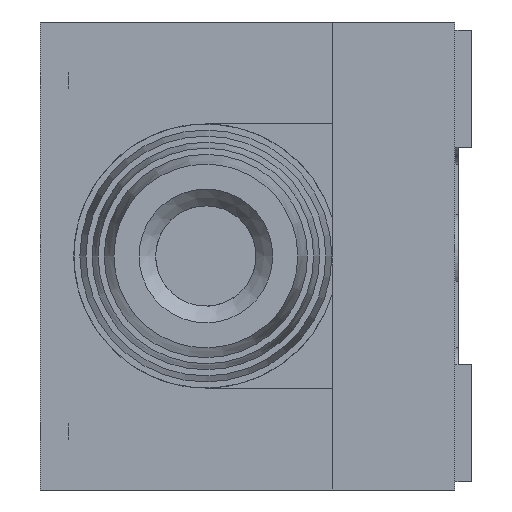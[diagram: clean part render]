
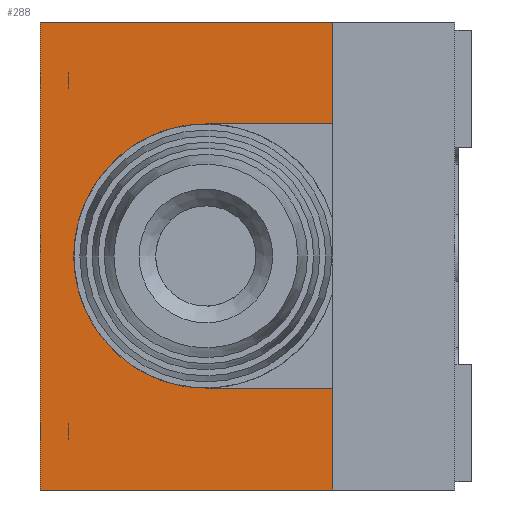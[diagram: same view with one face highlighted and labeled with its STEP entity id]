
A CAD part, left-side view. The second image highlights one B-rep face of the part: STEP entity #288.
In plain terms, the highlighted planar face has unit normal (-1, 0, 0).
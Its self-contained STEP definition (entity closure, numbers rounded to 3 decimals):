
#288=ADVANCED_FACE('',(#2191),#2193,.F.);
#2191=FACE_BOUND('',#2192,.T.);
#2192=EDGE_LOOP('',(#5159,#5160,#5161,#5162,#5163,#5164,#5165,#5166));
#2193=PLANE('',#2194);
#2194=AXIS2_PLACEMENT_3D('',#2195,#2196,#2197);
#2195=CARTESIAN_POINT('',(-22.95,25.8,14.));
#2196=DIRECTION('',(1.,0.,0.));
#2197=DIRECTION('',(0.,0.,-1.));
#5159=ORIENTED_EDGE('',*,*,#6872,.F.);
#5160=ORIENTED_EDGE('',*,*,#6873,.F.);
#5161=ORIENTED_EDGE('',*,*,#6860,.T.);
#5162=ORIENTED_EDGE('',*,*,#6874,.T.);
#5163=ORIENTED_EDGE('',*,*,#6875,.F.);
#5164=ORIENTED_EDGE('',*,*,#6876,.T.);
#5165=ORIENTED_EDGE('',*,*,#6877,.T.);
#5166=ORIENTED_EDGE('',*,*,#6878,.F.);
#6860=EDGE_CURVE('',#8609,#8615,#8617,.T.);
#6872=EDGE_CURVE('',#8640,#8641,#8642,.T.);
#6873=EDGE_CURVE('',#8609,#8640,#8643,.T.);
#6874=EDGE_CURVE('',#8615,#8644,#8645,.T.);
#6875=EDGE_CURVE('',#8646,#8644,#8647,.T.);
#6876=EDGE_CURVE('',#8646,#8648,#8649,.T.);
#6877=EDGE_CURVE('',#8648,#8650,#8651,.T.);
#6878=EDGE_CURVE('',#8641,#8650,#8652,.T.);
#8609=VERTEX_POINT('',#12491);
#8615=VERTEX_POINT('',#12503);
#8617=LINE('',#12507,#12508);
#8640=VERTEX_POINT('',#12561);
#8641=VERTEX_POINT('',#12562);
#8642=LINE('',#12563,#12564);
#8643=LINE('',#12566,#12567);
#8644=VERTEX_POINT('',#12569);
#8645=LINE('',#12570,#12571);
#8646=VERTEX_POINT('',#12573);
#8647=LINE('',#12574,#12575);
#8648=VERTEX_POINT('',#12577);
#8649=LINE('',#12578,#12579);
#8650=VERTEX_POINT('',#12581);
#8651=CIRCLE('',#12582,7.9);
#8652=LINE('',#12586,#12587);
#12491=CARTESIAN_POINT('',(-22.95,25.8,14.));
#12503=CARTESIAN_POINT('',(-22.95,25.8,-14.));
#12507=CARTESIAN_POINT('',(-22.95,25.8,14.));
#12508=VECTOR('',#12509,1.);
#12509=DIRECTION('',(0.,0.,-1.));
#12561=CARTESIAN_POINT('',(-22.95,8.3,14.));
#12562=CARTESIAN_POINT('',(-22.95,8.3,7.9));
#12563=CARTESIAN_POINT('',(-22.95,8.3,14.));
#12564=VECTOR('',#12565,1.);
#12565=DIRECTION('',(0.,0.,-1.));
#12566=CARTESIAN_POINT('',(-22.95,25.8,14.));
#12567=VECTOR('',#12568,1.);
#12568=DIRECTION('',(0.,-1.,0.));
#12569=CARTESIAN_POINT('',(-22.95,8.3,-14.));
#12570=CARTESIAN_POINT('',(-22.95,25.8,-14.));
#12571=VECTOR('',#12572,1.);
#12572=DIRECTION('',(0.,-1.,0.));
#12573=CARTESIAN_POINT('',(-22.95,8.3,-7.9));
#12574=CARTESIAN_POINT('',(-22.95,8.3,-7.9));
#12575=VECTOR('',#12576,1.);
#12576=DIRECTION('',(0.,0.,-1.));
#12577=CARTESIAN_POINT('',(-22.95,15.9,-7.9));
#12578=CARTESIAN_POINT('',(-22.95,8.3,-7.9));
#12579=VECTOR('',#12580,1.);
#12580=DIRECTION('',(0.,1.,0.));
#12581=CARTESIAN_POINT('',(-22.95,15.9,7.9));
#12582=AXIS2_PLACEMENT_3D('',#12583,#12584,#12585);
#12583=CARTESIAN_POINT('',(-22.95,15.9,0.));
#12584=DIRECTION('',(1.,0.,0.));
#12585=DIRECTION('',(0.,0.,-1.));
#12586=CARTESIAN_POINT('',(-22.95,8.3,7.9));
#12587=VECTOR('',#12588,1.);
#12588=DIRECTION('',(0.,1.,0.));
